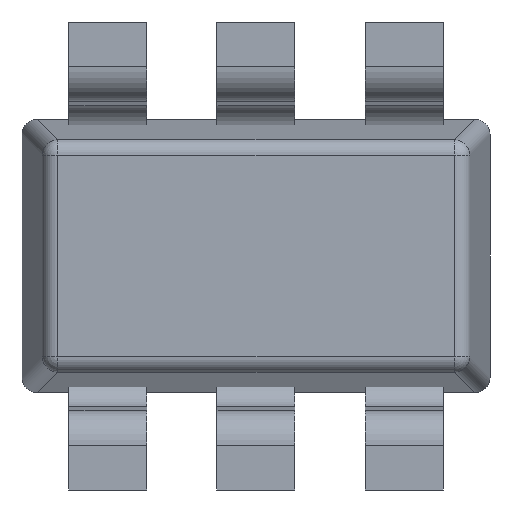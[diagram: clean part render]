
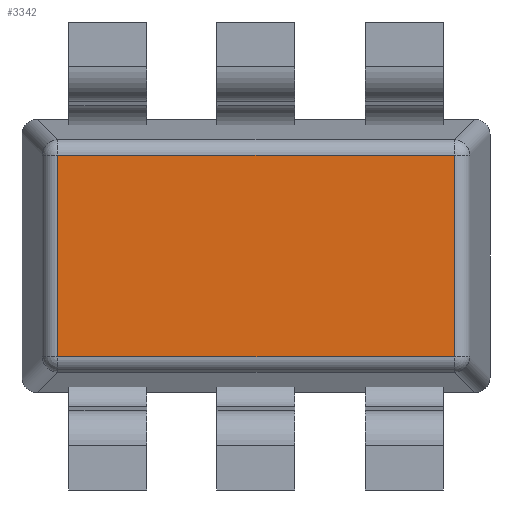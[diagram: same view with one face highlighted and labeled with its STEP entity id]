
A CAD part, front view. The second image highlights one B-rep face of the part: STEP entity #3342.
In plain terms, the highlighted planar face has unit normal (0, -1, 0).
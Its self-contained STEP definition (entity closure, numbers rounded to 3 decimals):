
#233 = EDGE_CURVE ( 'NONE', #791, #313, #2265, .T. ) ;
#297 = CARTESIAN_POINT ( 'NONE',  ( 2.472, 0.04, -2.147 ) ) ;
#313 = VERTEX_POINT ( 'NONE', #1940 ) ;
#332 = PLANE ( 'NONE',  #2908 ) ;
#504 = DIRECTION ( 'NONE',  ( 1., 0., 0. ) ) ;
#518 = VECTOR ( 'NONE', #3409, 1000. ) ;
#614 = DIRECTION ( 'NONE',  ( 0., -1., 0. ) ) ;
#716 = ORIENTED_EDGE ( 'NONE', *, *, #819, .T. ) ;
#791 = VERTEX_POINT ( 'NONE', #297 ) ;
#819 = EDGE_CURVE ( 'NONE', #313, #2807, #1272, .T. ) ;
#1078 = ORIENTED_EDGE ( 'NONE', *, *, #1697, .T. ) ;
#1128 = CARTESIAN_POINT ( 'NONE',  ( -0.072, 0.04, 0. ) ) ;
#1197 = LINE ( 'NONE', #1128, #2612 ) ;
#1272 = LINE ( 'NONE', #3201, #518 ) ;
#1405 = DIRECTION ( 'NONE',  ( 0., 0., -1. ) ) ;
#1433 = VERTEX_POINT ( 'NONE', #1955 ) ;
#1508 = VECTOR ( 'NONE', #2863, 1000. ) ;
#1590 = FACE_OUTER_BOUND ( 'NONE', #3226, .T. ) ;
#1697 = EDGE_CURVE ( 'NONE', #1433, #791, #1735, .T. ) ;
#1735 = LINE ( 'NONE', #2828, #3125 ) ;
#1940 = CARTESIAN_POINT ( 'NONE',  ( 2.472, 0.04, -0.853 ) ) ;
#1955 = CARTESIAN_POINT ( 'NONE',  ( -0.072, 0.04, -2.147 ) ) ;
#2265 = LINE ( 'NONE', #3136, #1508 ) ;
#2316 = CARTESIAN_POINT ( 'NONE',  ( 0., 0.04, 0. ) ) ;
#2344 = ORIENTED_EDGE ( 'NONE', *, *, #3252, .T. ) ;
#2488 = CARTESIAN_POINT ( 'NONE',  ( -0.072, 0.04, -0.853 ) ) ;
#2583 = DIRECTION ( 'NONE',  ( 0., 0., -1. ) ) ;
#2612 = VECTOR ( 'NONE', #1405, 1000. ) ;
#2807 = VERTEX_POINT ( 'NONE', #2488 ) ;
#2828 = CARTESIAN_POINT ( 'NONE',  ( 0., 0.04, -2.147 ) ) ;
#2863 = DIRECTION ( 'NONE',  ( 0., 0., 1. ) ) ;
#2908 = AXIS2_PLACEMENT_3D ( 'NONE', #2316, #614, #2583 ) ;
#3125 = VECTOR ( 'NONE', #504, 1000. ) ;
#3136 = CARTESIAN_POINT ( 'NONE',  ( 2.472, 0.04, 0. ) ) ;
#3201 = CARTESIAN_POINT ( 'NONE',  ( 0., 0.04, -0.853 ) ) ;
#3226 = EDGE_LOOP ( 'NONE', ( #716, #2344, #1078, #3557 ) ) ;
#3252 = EDGE_CURVE ( 'NONE', #2807, #1433, #1197, .T. ) ;
#3342 = ADVANCED_FACE ( 'NONE', ( #1590 ), #332, .T. ) ;
#3409 = DIRECTION ( 'NONE',  ( -1., 0., 0. ) ) ;
#3557 = ORIENTED_EDGE ( 'NONE', *, *, #233, .T. ) ;
